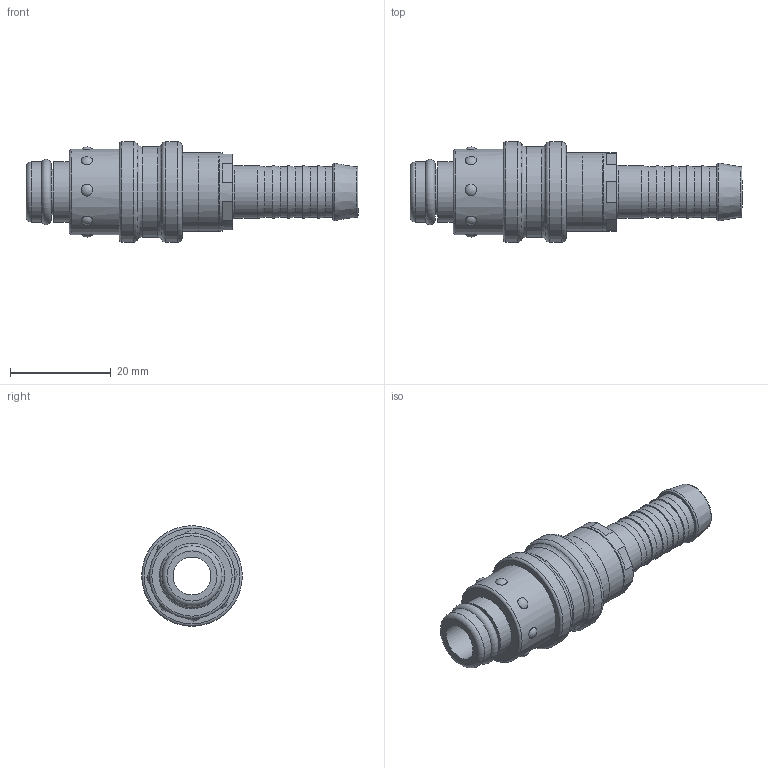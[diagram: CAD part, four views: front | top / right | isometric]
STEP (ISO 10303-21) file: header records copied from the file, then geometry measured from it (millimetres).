
FILE_DESCRIPTION(/* description */ (''),/* implementation_level */ '2;1');
FILE_NAME(/* name */ 'ESR 10 TL-RO.stp',/* time_stamp */ '2025-02-06T09:13:43+01:00',/* author */ ('ertl'),/* organization */ (''),/* preprocessor_version */ 'ST-DEVELOPER v20',/* originating_system */ 'Autodesk Inventor 2025',/* authorisation */ '0 mm^3');
FILE_SCHEMA (('AUTOMOTIVE_DESIGN { 1 0 10303 214 3 1 1 }'));
Length unit declared in the file: millimetre
Products named in the file (1): ESR 10 TL-RO_Vereinfachen_1
Bounding box: 66 x 20 x 20 mm (x, y, z)
Volume: 7899.7 mm3; surface area: 5329.2 mm2
Topology: 2 solids, 2 shells, 73 faces, 149 edges, 98 vertices
Faces by surface type: plane 27, cylinder 18, torus 14, sphere 8, cone 6
Full cylindrical faces by diameter (mm): 7.5 x1, 9 x2, 10 x5, 10.5 x1, 11.95 x2, 15.6 x3, 16.95 x1, 18 x1, 20 x2
Entity records: 2354 total; most frequent: CARTESIAN_POINT 591, DIRECTION 377, ORIENTED_EDGE 298, AXIS2_PLACEMENT_3D 164, EDGE_CURVE 149, VERTEX_POINT 98, EDGE_LOOP 95, CIRCLE 90
